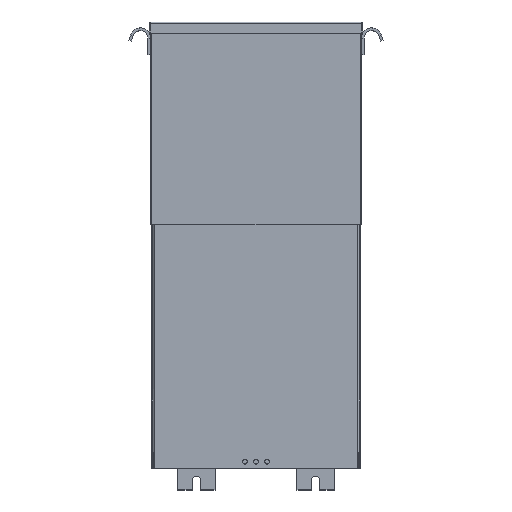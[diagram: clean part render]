
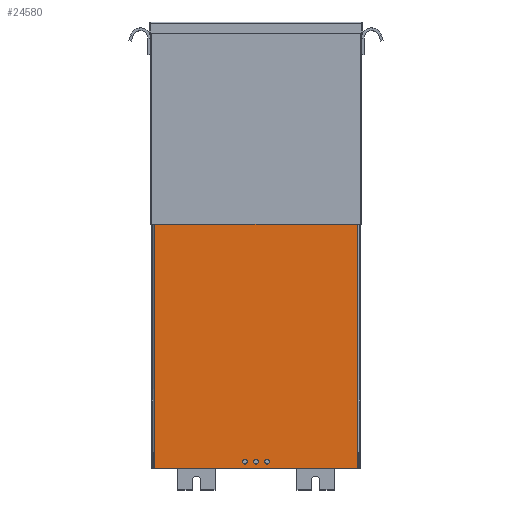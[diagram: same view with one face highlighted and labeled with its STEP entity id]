
A CAD part, top view. The second image highlights one B-rep face of the part: STEP entity #24580.
In plain terms, the highlighted face is planar.
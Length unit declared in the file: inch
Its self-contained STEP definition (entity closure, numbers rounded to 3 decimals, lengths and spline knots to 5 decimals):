
#665 = VERTEX_POINT ( 'NONE', #26944 ) ;
#681 = AXIS2_PLACEMENT_3D ( 'NONE', #9033, #25782, #11449 ) ;
#788 = AXIS2_PLACEMENT_3D ( 'NONE', #20307, #5976, #22723 ) ;
#1188 = AXIS2_PLACEMENT_3D ( 'NONE', #13434, #30207, #15833 ) ;
#1345 = AXIS2_PLACEMENT_3D ( 'NONE', #10927, #27665, #13329 ) ;
#2373 = LINE ( 'NONE', #16994, #20747 ) ;
#2388 = DIRECTION ( 'NONE',  ( 0., 0., 1. ) ) ;
#2516 = VERTEX_POINT ( 'NONE', #11030 ) ;
#2641 = DIRECTION ( 'NONE',  ( 1., 0., 0. ) ) ;
#3275 = DIRECTION ( 'NONE',  ( 0., 1., 0. ) ) ;
#3463 = CARTESIAN_POINT ( 'NONE',  ( -8.3125, 0., -6.81337 ) ) ;
#3475 = DIRECTION ( 'NONE',  ( 0., 0., 1. ) ) ;
#3857 = DIRECTION ( 'NONE',  ( 0., 1., 0. ) ) ;
#3917 = AXIS2_PLACEMENT_3D ( 'NONE', #31118, #16730, #2388 ) ;
#4191 = EDGE_CURVE ( 'NONE', #665, #16106, #17922, .T. ) ;
#4422 = VECTOR ( 'NONE', #5958, 39.37008 ) ;
#4791 = EDGE_CURVE ( 'NONE', #17201, #4896, #7016, .T. ) ;
#4896 = VERTEX_POINT ( 'NONE', #9232 ) ;
#5014 = CARTESIAN_POINT ( 'NONE',  ( 7.875, 0., 0.906 ) ) ;
#5023 = FACE_BOUND ( 'NONE', #11533, .T. ) ;
#5120 = CARTESIAN_POINT ( 'NONE',  ( 7.875, 0., 0.156 ) ) ;
#5267 = ORIENTED_EDGE ( 'NONE', *, *, #6379, .T. ) ;
#5842 = VERTEX_POINT ( 'NONE', #25525 ) ;
#5958 = DIRECTION ( 'NONE',  ( 0., 0., -1. ) ) ;
#5976 = DIRECTION ( 'NONE',  ( 0., 1., 0. ) ) ;
#6080 = CARTESIAN_POINT ( 'NONE',  ( 7.875, 0., 0. ) ) ;
#6159 = CIRCLE ( 'NONE', #1345, 0.125 ) ;
#6379 = EDGE_CURVE ( 'NONE', #16996, #16106, #24595, .T. ) ;
#6399 = ORIENTED_EDGE ( 'NONE', *, *, #4191, .F. ) ;
#7016 = CIRCLE ( 'NONE', #681, 0.156 ) ;
#7242 = CARTESIAN_POINT ( 'NONE',  ( -8.3125, 0., 6.81337 ) ) ;
#7586 = PLANE ( 'NONE',  #15513 ) ;
#8464 = DIRECTION ( 'NONE',  ( 0., 0., 1. ) ) ;
#9033 = CARTESIAN_POINT ( 'NONE',  ( 7.875, 0., 0.75 ) ) ;
#9232 = CARTESIAN_POINT ( 'NONE',  ( 7.875, 0., 0.594 ) ) ;
#9612 = DIRECTION ( 'NONE',  ( 1., 0., 0. ) ) ;
#10101 = CIRCLE ( 'NONE', #27532, 0.156 ) ;
#10106 = ORIENTED_EDGE ( 'NONE', *, *, #28074, .T. ) ;
#10823 = ORIENTED_EDGE ( 'NONE', *, *, #17140, .F. ) ;
#10927 = CARTESIAN_POINT ( 'NONE',  ( 8.1875, 0., 6.722 ) ) ;
#11030 = CARTESIAN_POINT ( 'NONE',  ( 7.875, 0., -0.156 ) ) ;
#11449 = DIRECTION ( 'NONE',  ( 0., 0., -1. ) ) ;
#11533 = EDGE_LOOP ( 'NONE', ( #29280, #26208 ) ) ;
#11992 = VECTOR ( 'NONE', #3475, 39.37008 ) ;
#12988 = CARTESIAN_POINT ( 'NONE',  ( -8.3125, 0., -7.376 ) ) ;
#13329 = DIRECTION ( 'NONE',  ( 0., 0., 1. ) ) ;
#13434 = CARTESIAN_POINT ( 'NONE',  ( 7.875, 0., 0. ) ) ;
#13921 = CARTESIAN_POINT ( 'NONE',  ( 7.875, 0., -0.75 ) ) ;
#13984 = CARTESIAN_POINT ( 'NONE',  ( -8.3125, 0., 6.81337 ) ) ;
#14223 = EDGE_CURVE ( 'NONE', #23611, #5842, #23149, .T. ) ;
#15033 = VERTEX_POINT ( 'NONE', #5120 ) ;
#15195 = CARTESIAN_POINT ( 'NONE',  ( -8.3125, 0., 7.376 ) ) ;
#15396 = ORIENTED_EDGE ( 'NONE', *, *, #19383, .T. ) ;
#15513 = AXIS2_PLACEMENT_3D ( 'NONE', #15195, #3275, #20015 ) ;
#15643 = ORIENTED_EDGE ( 'NONE', *, *, #25454, .T. ) ;
#15763 = EDGE_LOOP ( 'NONE', ( #10823, #15778, #28889, #5267, #6399, #10106 ) ) ;
#15778 = ORIENTED_EDGE ( 'NONE', *, *, #29001, .F. ) ;
#15833 = DIRECTION ( 'NONE',  ( 0., 0., 1. ) ) ;
#16106 = VERTEX_POINT ( 'NONE', #29395 ) ;
#16321 = DIRECTION ( 'NONE',  ( 0., 0., 1. ) ) ;
#16601 = EDGE_CURVE ( 'NONE', #23699, #16996, #2373, .T. ) ;
#16730 = DIRECTION ( 'NONE',  ( 0., -1., 0. ) ) ;
#16994 = CARTESIAN_POINT ( 'NONE',  ( -8.3125, 0., -6.81337 ) ) ;
#16996 = VERTEX_POINT ( 'NONE', #18463 ) ;
#17140 = EDGE_CURVE ( 'NONE', #26194, #25911, #19950, .T. ) ;
#17201 = VERTEX_POINT ( 'NONE', #5014 ) ;
#17785 = FACE_BOUND ( 'NONE', #24760, .T. ) ;
#17922 = LINE ( 'NONE', #22714, #4422 ) ;
#18195 = CARTESIAN_POINT ( 'NONE',  ( 7.875, 0., -0.75 ) ) ;
#18387 = LINE ( 'NONE', #12988, #11992 ) ;
#18463 = CARTESIAN_POINT ( 'NONE',  ( 8.2728, 0., -6.81337 ) ) ;
#19383 = EDGE_CURVE ( 'NONE', #2516, #15033, #25625, .T. ) ;
#19950 = LINE ( 'NONE', #7242, #25599 ) ;
#20015 = DIRECTION ( 'NONE',  ( 0., 0., 1. ) ) ;
#20307 = CARTESIAN_POINT ( 'NONE',  ( 7.875, 0., 0.75 ) ) ;
#20566 = DIRECTION ( 'NONE',  ( 0., 0., 1. ) ) ;
#20747 = VECTOR ( 'NONE', #2641, 39.37008 ) ;
#21303 = CIRCLE ( 'NONE', #788, 0.156 ) ;
#21596 = EDGE_CURVE ( 'NONE', #15033, #2516, #10101, .T. ) ;
#21612 = ORIENTED_EDGE ( 'NONE', *, *, #14223, .T. ) ;
#22290 = CARTESIAN_POINT ( 'NONE',  ( 7.875, 0., -0.906 ) ) ;
#22354 = CARTESIAN_POINT ( 'NONE',  ( 8.2728, 0., 6.81337 ) ) ;
#22714 = CARTESIAN_POINT ( 'NONE',  ( 8.3125, 0., -7.376 ) ) ;
#22723 = DIRECTION ( 'NONE',  ( 0., 0., -1. ) ) ;
#22813 = DIRECTION ( 'NONE',  ( 0., 1., 0. ) ) ;
#23149 = CIRCLE ( 'NONE', #28730, 0.156 ) ;
#23611 = VERTEX_POINT ( 'NONE', #22290 ) ;
#23699 = VERTEX_POINT ( 'NONE', #3463 ) ;
#24580 = ADVANCED_FACE ( 'NONE', ( #29794, #17785, #24895, #5023 ), #7586, .F. ) ;
#24595 = CIRCLE ( 'NONE', #3917, 0.125 ) ;
#24760 = EDGE_LOOP ( 'NONE', ( #15643, #21612 ) ) ;
#24895 = FACE_BOUND ( 'NONE', #30816, .T. ) ;
#25454 = EDGE_CURVE ( 'NONE', #5842, #23611, #26097, .T. ) ;
#25525 = CARTESIAN_POINT ( 'NONE',  ( 7.875, 0., -0.594 ) ) ;
#25599 = VECTOR ( 'NONE', #9612, 39.37008 ) ;
#25625 = CIRCLE ( 'NONE', #1188, 0.156 ) ;
#25782 = DIRECTION ( 'NONE',  ( 0., 1., 0. ) ) ;
#25911 = VERTEX_POINT ( 'NONE', #22354 ) ;
#26097 = CIRCLE ( 'NONE', #26598, 0.156 ) ;
#26194 = VERTEX_POINT ( 'NONE', #13984 ) ;
#26208 = ORIENTED_EDGE ( 'NONE', *, *, #30523, .T. ) ;
#26598 = AXIS2_PLACEMENT_3D ( 'NONE', #13921, #30701, #16321 ) ;
#26944 = CARTESIAN_POINT ( 'NONE',  ( 8.3125, 0., 6.722 ) ) ;
#27070 = ORIENTED_EDGE ( 'NONE', *, *, #21596, .T. ) ;
#27532 = AXIS2_PLACEMENT_3D ( 'NONE', #6080, #22813, #8464 ) ;
#27665 = DIRECTION ( 'NONE',  ( 0., -1., 0. ) ) ;
#28074 = EDGE_CURVE ( 'NONE', #665, #25911, #6159, .T. ) ;
#28730 = AXIS2_PLACEMENT_3D ( 'NONE', #18195, #3857, #20566 ) ;
#28889 = ORIENTED_EDGE ( 'NONE', *, *, #16601, .T. ) ;
#29001 = EDGE_CURVE ( 'NONE', #23699, #26194, #18387, .T. ) ;
#29280 = ORIENTED_EDGE ( 'NONE', *, *, #4791, .T. ) ;
#29395 = CARTESIAN_POINT ( 'NONE',  ( 8.3125, 0., -6.722 ) ) ;
#29794 = FACE_OUTER_BOUND ( 'NONE', #15763, .T. ) ;
#30207 = DIRECTION ( 'NONE',  ( 0., 1., 0. ) ) ;
#30523 = EDGE_CURVE ( 'NONE', #4896, #17201, #21303, .T. ) ;
#30701 = DIRECTION ( 'NONE',  ( 0., 1., 0. ) ) ;
#30816 = EDGE_LOOP ( 'NONE', ( #27070, #15396 ) ) ;
#31118 = CARTESIAN_POINT ( 'NONE',  ( 8.1875, 0., -6.722 ) ) ;
